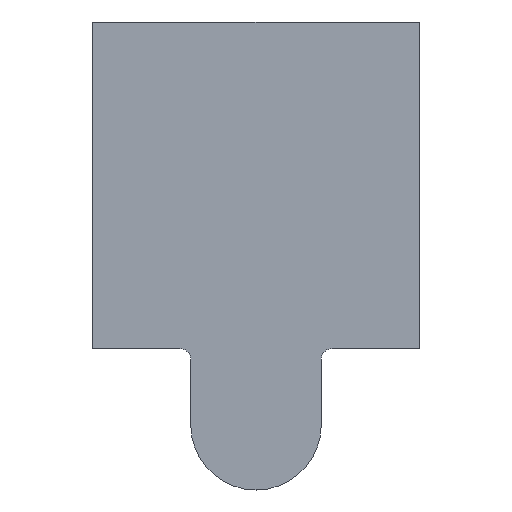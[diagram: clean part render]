
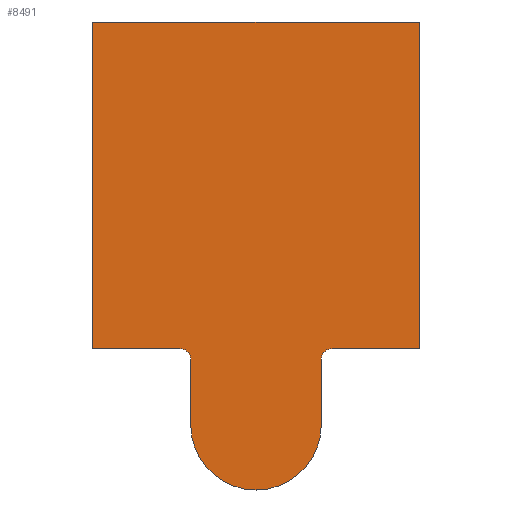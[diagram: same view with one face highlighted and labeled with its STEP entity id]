
A CAD part, top view. The second image highlights one B-rep face of the part: STEP entity #8491.
In plain terms, the highlighted planar face has unit normal (0, 0, 1).
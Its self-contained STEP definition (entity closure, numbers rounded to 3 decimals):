
#45 = VERTEX_POINT ( 'NONE', #14054 ) ;
#50 = LINE ( 'NONE', #15292, #6833 ) ;
#357 = EDGE_CURVE ( 'NONE', #5337, #3526, #17675, .T. ) ;
#370 = CARTESIAN_POINT ( 'NONE',  ( 107.507, 7.494, 0.34 ) ) ;
#399 = ORIENTED_EDGE ( 'NONE', *, *, #12477, .F. ) ;
#406 = EDGE_CURVE ( 'NONE', #3592, #10276, #12260, .T. ) ;
#529 = CARTESIAN_POINT ( 'NONE',  ( 92.507, 7.494, 0.34 ) ) ;
#545 = DIRECTION ( 'NONE',  ( 0., 0., 1. ) ) ;
#950 = EDGE_CURVE ( 'NONE', #10276, #2470, #7448, .T. ) ;
#1052 = AXIS2_PLACEMENT_3D ( 'NONE', #6333, #3541, #14860 ) ;
#1197 = CARTESIAN_POINT ( 'NONE',  ( 92.507, 7.494, 0.34 ) ) ;
#1614 = CARTESIAN_POINT ( 'NONE',  ( 103.007, -8.006, 0.34 ) ) ;
#1846 = VECTOR ( 'NONE', #15718, 1000. ) ;
#1942 = CARTESIAN_POINT ( 'NONE',  ( 103.007, -8.006, 0.34 ) ) ;
#2209 = EDGE_CURVE ( 'NONE', #10826, #5337, #3131, .T. ) ;
#2368 = CARTESIAN_POINT ( 'NONE',  ( 103.507, -8.006, 0.34 ) ) ;
#2470 = VERTEX_POINT ( 'NONE', #15111 ) ;
#2701 = VECTOR ( 'NONE', #16263, 1000. ) ;
#2746 = CARTESIAN_POINT ( 'NONE',  ( 103.007, -11.006, 0.34 ) ) ;
#3131 = CIRCLE ( 'NONE', #1052, 0.5 ) ;
#3526 = VERTEX_POINT ( 'NONE', #2746 ) ;
#3541 = DIRECTION ( 'NONE',  ( 0., 0., 1. ) ) ;
#3592 = VERTEX_POINT ( 'NONE', #529 ) ;
#4490 = ORIENTED_EDGE ( 'NONE', *, *, #14553, .F. ) ;
#4983 = FACE_OUTER_BOUND ( 'NONE', #17388, .T. ) ;
#5102 = DIRECTION ( 'NONE',  ( 0., 1., 0. ) ) ;
#5195 = AXIS2_PLACEMENT_3D ( 'NONE', #2368, #8041, #15187 ) ;
#5256 = CARTESIAN_POINT ( 'NONE',  ( 107.507, -7.506, 0.34 ) ) ;
#5337 = VERTEX_POINT ( 'NONE', #1614 ) ;
#5832 = VECTOR ( 'NONE', #5102, 1000. ) ;
#5862 = EDGE_CURVE ( 'NONE', #12895, #3526, #9704, .T. ) ;
#6218 = DIRECTION ( 'NONE',  ( -1., 0., 0. ) ) ;
#6333 = CARTESIAN_POINT ( 'NONE',  ( 103.507, -8.006, 0.34 ) ) ;
#6478 = LINE ( 'NONE', #13596, #17478 ) ;
#6561 = DIRECTION ( 'NONE',  ( 0., 1., 0. ) ) ;
#6568 = EDGE_CURVE ( 'NONE', #45, #9901, #17036, .T. ) ;
#6833 = VECTOR ( 'NONE', #17077, 1000. ) ;
#6957 = VECTOR ( 'NONE', #16875, 1000. ) ;
#7448 = LINE ( 'NONE', #370, #1846 ) ;
#7635 = AXIS2_PLACEMENT_3D ( 'NONE', #17361, #545, #6218 ) ;
#7666 = CARTESIAN_POINT ( 'NONE',  ( 97.007, -11.006, 0.34 ) ) ;
#7734 = CARTESIAN_POINT ( 'NONE',  ( 103.507, -7.506, 0.34 ) ) ;
#8041 = DIRECTION ( 'NONE',  ( 0., 0., -1. ) ) ;
#8214 = ORIENTED_EDGE ( 'NONE', *, *, #357, .F. ) ;
#8491 = ADVANCED_FACE ( 'NONE', ( #4983 ), #10747, .F. ) ;
#9243 = VECTOR ( 'NONE', #15312, 1000. ) ;
#9704 = CIRCLE ( 'NONE', #7635, 3. ) ;
#9900 = AXIS2_PLACEMENT_3D ( 'NONE', #11068, #14127, #11271 ) ;
#9901 = VERTEX_POINT ( 'NONE', #11597 ) ;
#10175 = EDGE_CURVE ( 'NONE', #2470, #10826, #15178, .T. ) ;
#10276 = VERTEX_POINT ( 'NONE', #11213 ) ;
#10747 = PLANE ( 'NONE',  #5195 ) ;
#10826 = VERTEX_POINT ( 'NONE', #7734 ) ;
#11068 = CARTESIAN_POINT ( 'NONE',  ( 96.507, -8.006, 0.34 ) ) ;
#11213 = CARTESIAN_POINT ( 'NONE',  ( 107.507, 7.494, 0.34 ) ) ;
#11271 = DIRECTION ( 'NONE',  ( -1., 0., 0. ) ) ;
#11597 = CARTESIAN_POINT ( 'NONE',  ( 96.507, -7.506, 0.34 ) ) ;
#11678 = VERTEX_POINT ( 'NONE', #17341 ) ;
#11749 = ORIENTED_EDGE ( 'NONE', *, *, #6568, .F. ) ;
#12189 = LINE ( 'NONE', #17875, #5832 ) ;
#12260 = LINE ( 'NONE', #1197, #9243 ) ;
#12365 = ORIENTED_EDGE ( 'NONE', *, *, #950, .F. ) ;
#12477 = EDGE_CURVE ( 'NONE', #9901, #11678, #50, .T. ) ;
#12895 = VERTEX_POINT ( 'NONE', #7666 ) ;
#13596 = CARTESIAN_POINT ( 'NONE',  ( 92.507, -7.506, 0.34 ) ) ;
#13681 = EDGE_CURVE ( 'NONE', #11678, #3592, #6478, .T. ) ;
#13728 = ORIENTED_EDGE ( 'NONE', *, *, #10175, .F. ) ;
#14054 = CARTESIAN_POINT ( 'NONE',  ( 97.007, -8.006, 0.34 ) ) ;
#14127 = DIRECTION ( 'NONE',  ( 0., 0., 1. ) ) ;
#14553 = EDGE_CURVE ( 'NONE', #12895, #45, #12189, .T. ) ;
#14860 = DIRECTION ( 'NONE',  ( -1., 0., 0. ) ) ;
#15111 = CARTESIAN_POINT ( 'NONE',  ( 107.507, -7.506, 0.34 ) ) ;
#15178 = LINE ( 'NONE', #5256, #6957 ) ;
#15187 = DIRECTION ( 'NONE',  ( -1., 0., 0. ) ) ;
#15292 = CARTESIAN_POINT ( 'NONE',  ( 96.507, -7.506, 0.34 ) ) ;
#15312 = DIRECTION ( 'NONE',  ( 1., 0., 0. ) ) ;
#15586 = ORIENTED_EDGE ( 'NONE', *, *, #406, .F. ) ;
#15643 = ORIENTED_EDGE ( 'NONE', *, *, #2209, .F. ) ;
#15718 = DIRECTION ( 'NONE',  ( 0., -1., 0. ) ) ;
#16076 = ORIENTED_EDGE ( 'NONE', *, *, #13681, .F. ) ;
#16263 = DIRECTION ( 'NONE',  ( 0., -1., 0. ) ) ;
#16826 = ORIENTED_EDGE ( 'NONE', *, *, #5862, .T. ) ;
#16875 = DIRECTION ( 'NONE',  ( -1., 0., 0. ) ) ;
#17036 = CIRCLE ( 'NONE', #9900, 0.5 ) ;
#17077 = DIRECTION ( 'NONE',  ( -1., 0., 0. ) ) ;
#17341 = CARTESIAN_POINT ( 'NONE',  ( 92.507, -7.506, 0.34 ) ) ;
#17361 = CARTESIAN_POINT ( 'NONE',  ( 100.007, -11.006, 0.34 ) ) ;
#17388 = EDGE_LOOP ( 'NONE', ( #15643, #13728, #12365, #15586, #16076, #399, #11749, #4490, #16826, #8214 ) ) ;
#17478 = VECTOR ( 'NONE', #6561, 1000. ) ;
#17675 = LINE ( 'NONE', #1942, #2701 ) ;
#17875 = CARTESIAN_POINT ( 'NONE',  ( 97.007, -11.006, 0.34 ) ) ;
